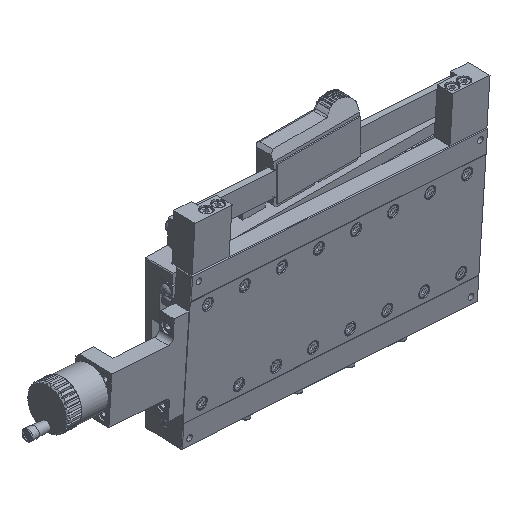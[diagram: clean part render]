
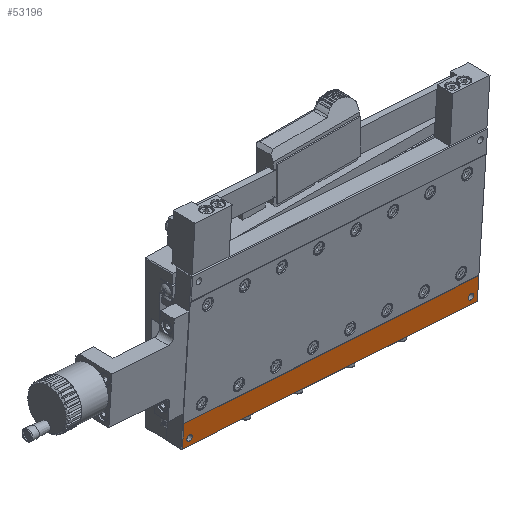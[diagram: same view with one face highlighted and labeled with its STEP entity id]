
A CAD part, isometric view. The second image highlights one B-rep face of the part: STEP entity #53196.
In plain terms, the highlighted planar face has unit normal (-0.007, -1, -0.011).
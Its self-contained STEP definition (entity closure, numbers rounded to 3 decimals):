
#830 = VERTEX_POINT ( 'NONE', #50466 ) ;
#2718 = CARTESIAN_POINT ( 'NONE',  ( -3.528, -0.487, -40.493 ) ) ;
#4246 = ORIENTED_EDGE ( 'NONE', *, *, #5817, .T. ) ;
#5569 = CIRCLE ( 'NONE', #58611, 1.844 ) ;
#5817 = EDGE_CURVE ( 'NONE', #9121, #9121, #5569, .T. ) ;
#6479 = DIRECTION ( 'NONE',  ( -0.008, -1., -0.011 ) ) ;
#6550 = EDGE_CURVE ( 'NONE', #52722, #830, #44867, .T. ) ;
#6573 = CARTESIAN_POINT ( 'NONE',  ( -197.347, -0.035, 52.992 ) ) ;
#9121 = VERTEX_POINT ( 'NONE', #42005 ) ;
#10348 = DIRECTION ( 'NONE',  ( 0.008, 1., 0.011 ) ) ;
#10688 = CIRCLE ( 'NONE', #41131, 1.844 ) ;
#11780 = DIRECTION ( 'NONE',  ( 0.059, -0.011, 0.998 ) ) ;
#15253 = DIRECTION ( 'NONE',  ( 0.059, -0.011, 0.998 ) ) ;
#15548 = DIRECTION ( 'NONE',  ( 0.008, 1., 0.011 ) ) ;
#15994 = EDGE_CURVE ( 'NONE', #44707, #52722, #54446, .T. ) ;
#16202 = ORIENTED_EDGE ( 'NONE', *, *, #15994, .T. ) ;
#16594 = FACE_OUTER_BOUND ( 'NONE', #25742, .T. ) ;
#17816 = CARTESIAN_POINT ( 'NONE',  ( -203.715, 1.077, -46.299 ) ) ;
#19064 = EDGE_LOOP ( 'NONE', ( #4246 ) ) ;
#20465 = EDGE_LOOP ( 'NONE', ( #57326 ) ) ;
#20975 = ORIENTED_EDGE ( 'NONE', *, *, #39097, .T. ) ;
#21572 = AXIS2_PLACEMENT_3D ( 'NONE', #43982, #6479, #30159 ) ;
#21942 = ORIENTED_EDGE ( 'NONE', *, *, #6550, .T. ) ;
#25726 = CARTESIAN_POINT ( 'NONE',  ( -198.458, 0.993, -42.103 ) ) ;
#25742 = EDGE_LOOP ( 'NONE', ( #16202, #21942, #20975, #56495 ) ) ;
#25745 = EDGE_CURVE ( 'NONE', #46170, #46170, #10688, .T. ) ;
#27852 = VECTOR ( 'NONE', #50437, 1000. ) ;
#28711 = CARTESIAN_POINT ( 'NONE',  ( -202.36, 0.912, -31.855 ) ) ;
#30159 = DIRECTION ( 'NONE',  ( -0.059, 0.011, -0.998 ) ) ;
#31628 = DIRECTION ( 'NONE',  ( 0.059, -0.011, 0.998 ) ) ;
#32549 = VECTOR ( 'NONE', #11780, 1000. ) ;
#34747 = EDGE_CURVE ( 'NONE', #44707, #41935, #52712, .T. ) ;
#35688 = FACE_BOUND ( 'NONE', #19064, .T. ) ;
#38014 = VECTOR ( 'NONE', #31628, 1000. ) ;
#39097 = EDGE_CURVE ( 'NONE', #830, #41935, #54026, .T. ) ;
#39591 = DIRECTION ( 'NONE',  ( -0.998, 0.007, 0.059 ) ) ;
#41131 = AXIS2_PLACEMENT_3D ( 'NONE', #25726, #10348, #43870 ) ;
#41935 = VERTEX_POINT ( 'NONE', #28711 ) ;
#42005 = CARTESIAN_POINT ( 'NONE',  ( -8.685, -0.331, -51.484 ) ) ;
#43870 = DIRECTION ( 'NONE',  ( 0.059, -0.011, 0.998 ) ) ;
#43982 = CARTESIAN_POINT ( 'NONE',  ( -197.846, -0.031, 53.021 ) ) ;
#44707 = VERTEX_POINT ( 'NONE', #60298 ) ;
#44867 = LINE ( 'NONE', #2718, #38014 ) ;
#44911 = PLANE ( 'NONE',  #21572 ) ;
#45436 = CARTESIAN_POINT ( 'NONE',  ( -202.859, 0.916, -31.825 ) ) ;
#46170 = VERTEX_POINT ( 'NONE', #56284 ) ;
#49446 = VECTOR ( 'NONE', #39591, 1000. ) ;
#50437 = DIRECTION ( 'NONE',  ( 0.998, -0.007, -0.059 ) ) ;
#50466 = CARTESIAN_POINT ( 'NONE',  ( -3.712, -0.452, -43.609 ) ) ;
#52712 = LINE ( 'NONE', #6573, #32549 ) ;
#52722 = VERTEX_POINT ( 'NONE', #58786 ) ;
#53196 = ADVANCED_FACE ( 'NONE', ( #16594, #35688, #58112 ), #44911, .T. ) ;
#54026 = LINE ( 'NONE', #45436, #49446 ) ;
#54446 = LINE ( 'NONE', #17816, #27852 ) ;
#56284 = CARTESIAN_POINT ( 'NONE',  ( -198.349, 0.972, -40.262 ) ) ;
#56495 = ORIENTED_EDGE ( 'NONE', *, *, #34747, .F. ) ;
#57326 = ORIENTED_EDGE ( 'NONE', *, *, #25745, .T. ) ;
#57374 = CARTESIAN_POINT ( 'NONE',  ( -8.794, -0.31, -53.325 ) ) ;
#58112 = FACE_BOUND ( 'NONE', #20465, .T. ) ;
#58611 = AXIS2_PLACEMENT_3D ( 'NONE', #57374, #15548, #15253 ) ;
#58786 = CARTESIAN_POINT ( 'NONE',  ( -4.568, -0.291, -58.082 ) ) ;
#60298 = CARTESIAN_POINT ( 'NONE',  ( -203.216, 1.074, -46.329 ) ) ;
